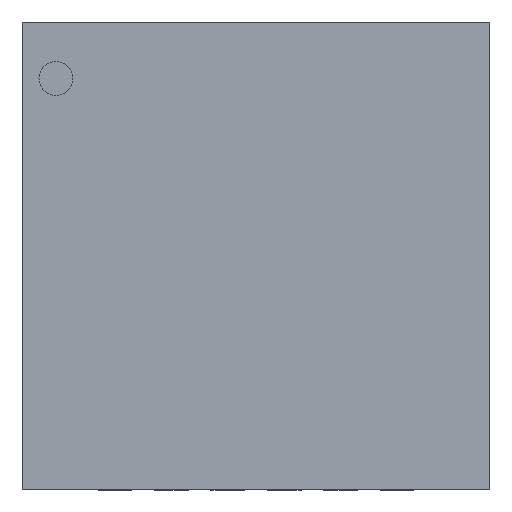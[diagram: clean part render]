
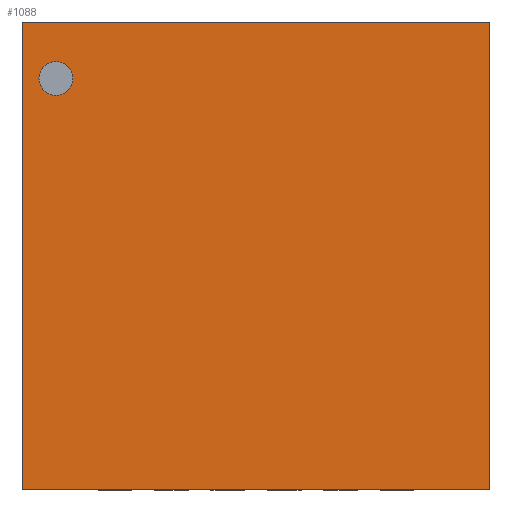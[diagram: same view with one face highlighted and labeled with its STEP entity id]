
A CAD part, top view. The second image highlights one B-rep face of the part: STEP entity #1088.
In plain terms, the highlighted planar face has unit normal (0, 0, 1).
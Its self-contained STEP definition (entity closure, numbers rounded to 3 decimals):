
#319=CARTESIAN_POINT('',(-1.625,1.575,0.8));
#320=VERTEX_POINT('',#319);
#329=CARTESIAN_POINT('',(-1.925,1.575,0.8));
#330=VERTEX_POINT('',#329);
#331=CARTESIAN_POINT('',(-1.775,1.575,0.8));
#332=DIRECTION('',(0.0,0.0,-1.0));
#333=DIRECTION('',(1.0,0.0,0.0));
#334=AXIS2_PLACEMENT_3D('',#331,#332,#333);
#335=CIRCLE('',#334,0.15);
#336=EDGE_CURVE('',#330,#320,#335,.T.);
#427=CARTESIAN_POINT('',(2.075,-2.075,0.8));
#428=VERTEX_POINT('',#427);
#435=CARTESIAN_POINT('',(-2.075,-2.075,0.8));
#436=VERTEX_POINT('',#435);
#437=CARTESIAN_POINT('',(2.075,-2.075,0.8));
#438=DIRECTION('',(-1.0,0.0,0.0));
#439=VECTOR('',#438,4.15);
#440=LINE('',#437,#439);
#441=EDGE_CURVE('',#428,#436,#440,.T.);
#642=CARTESIAN_POINT('',(-2.075,2.075,0.8));
#643=VERTEX_POINT('',#642);
#644=CARTESIAN_POINT('',(-2.075,-2.075,0.8));
#645=DIRECTION('',(0.0,1.0,0.0));
#646=VECTOR('',#645,4.15);
#647=LINE('',#644,#646);
#648=EDGE_CURVE('',#436,#643,#647,.T.);
#865=CARTESIAN_POINT('',(2.075,2.075,0.8));
#866=VERTEX_POINT('',#865);
#867=CARTESIAN_POINT('',(-2.075,2.075,0.8));
#868=DIRECTION('',(1.0,0.0,0.0));
#869=VECTOR('',#868,4.15);
#870=LINE('',#867,#869);
#871=EDGE_CURVE('',#643,#866,#870,.T.);
#1048=CARTESIAN_POINT('',(-1.775,1.575,0.8));
#1049=DIRECTION('',(0.0,0.0,-1.0));
#1050=DIRECTION('',(1.0,0.0,0.0));
#1051=AXIS2_PLACEMENT_3D('',#1048,#1049,#1050);
#1052=CIRCLE('',#1051,0.15);
#1053=EDGE_CURVE('',#320,#330,#1052,.T.);
#1068=CARTESIAN_POINT('',(0.,0.,0.8));
#1069=DIRECTION('',(0.0,0.0,1.0));
#1070=DIRECTION('',(1.0,0.0,0.0));
#1071=AXIS2_PLACEMENT_3D('',#1068,#1069,#1070);
#1072=PLANE('',#1071);
#1073=CARTESIAN_POINT('',(2.075,2.075,0.8));
#1074=DIRECTION('',(0.0,-1.0,0.0));
#1075=VECTOR('',#1074,4.15);
#1076=LINE('',#1073,#1075);
#1077=EDGE_CURVE('',#866,#428,#1076,.T.);
#1078=ORIENTED_EDGE('',*,*,#1077,.F.);
#1079=ORIENTED_EDGE('',*,*,#871,.F.);
#1080=ORIENTED_EDGE('',*,*,#648,.F.);
#1081=ORIENTED_EDGE('',*,*,#441,.F.);
#1082=EDGE_LOOP('',(#1078,#1079,#1080,#1081));
#1083=FACE_OUTER_BOUND('',#1082,.T.);
#1084=ORIENTED_EDGE('',*,*,#1053,.T.);
#1085=ORIENTED_EDGE('',*,*,#336,.T.);
#1086=EDGE_LOOP('',(#1084,#1085));
#1087=FACE_BOUND('',#1086,.T.);
#1088=ADVANCED_FACE('',(#1083,#1087),#1072,.T.);
